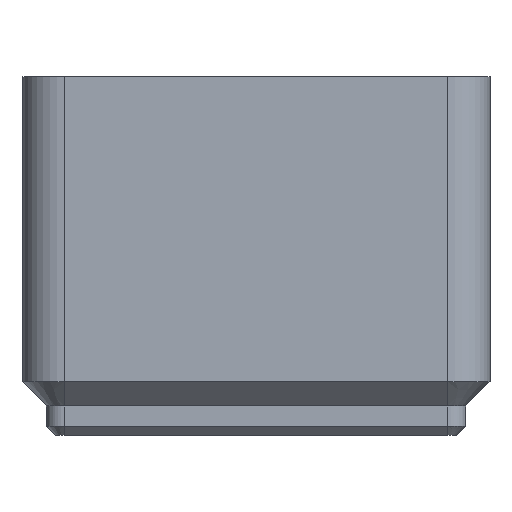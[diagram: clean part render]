
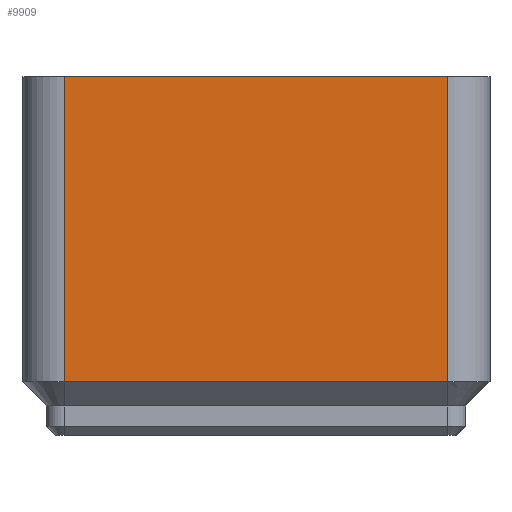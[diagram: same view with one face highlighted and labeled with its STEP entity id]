
A CAD part, front view. The second image highlights one B-rep face of the part: STEP entity #9909.
In plain terms, the highlighted planar face has unit normal (0, -1, 0).
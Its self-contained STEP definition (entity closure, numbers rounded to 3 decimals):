
#1147=FACE_OUTER_BOUND('',#1760,.T.);
#1760=EDGE_LOOP('',(#8872,#8873,#8874,#8875));
#2730=LINE('',#16543,#3755);
#2776=LINE('',#16673,#3801);
#2779=LINE('',#16679,#3804);
#2782=LINE('',#16686,#3807);
#3755=VECTOR('',#13674,10.);
#3801=VECTOR('',#13820,10.);
#3804=VECTOR('',#13827,10.);
#3807=VECTOR('',#13838,10.);
#4624=VERTEX_POINT('',#16537);
#4625=VERTEX_POINT('',#16541);
#4658=VERTEX_POINT('',#16670);
#4659=VERTEX_POINT('',#16672);
#5992=EDGE_CURVE('',#4624,#4625,#2730,.T.);
#6055=EDGE_CURVE('',#4659,#4658,#2776,.T.);
#6059=EDGE_CURVE('',#4624,#4658,#2779,.T.);
#6062=EDGE_CURVE('',#4659,#4625,#2782,.T.);
#8872=ORIENTED_EDGE('',*,*,#6059,.F.);
#8873=ORIENTED_EDGE('',*,*,#5992,.T.);
#8874=ORIENTED_EDGE('',*,*,#6062,.F.);
#8875=ORIENTED_EDGE('',*,*,#6055,.T.);
#9324=PLANE('',#10889);
#9909=ADVANCED_FACE('',(#1147),#9324,.T.);
#10889=AXIS2_PLACEMENT_3D('',#16693,#13848,#13849);
#13674=DIRECTION('',(1.,0.,0.));
#13820=DIRECTION('',(-1.,0.,0.));
#13827=DIRECTION('',(0.,0.,1.));
#13838=DIRECTION('',(0.,0.,-1.));
#13848=DIRECTION('center_axis',(0.,-1.,0.));
#13849=DIRECTION('ref_axis',(1.,0.,0.));
#16537=CARTESIAN_POINT('',(3.75,0.,0.));
#16541=CARTESIAN_POINT('',(37.75,0.,0.));
#16543=CARTESIAN_POINT('',(0.,0.,0.));
#16670=CARTESIAN_POINT('',(3.75,0.,27.05));
#16672=CARTESIAN_POINT('',(37.75,0.,27.05));
#16673=CARTESIAN_POINT('',(10.375,0.,27.05));
#16679=CARTESIAN_POINT('',(3.75,0.,0.));
#16686=CARTESIAN_POINT('',(37.75,0.,0.));
#16693=CARTESIAN_POINT('Origin',(0.,0.,0.));
